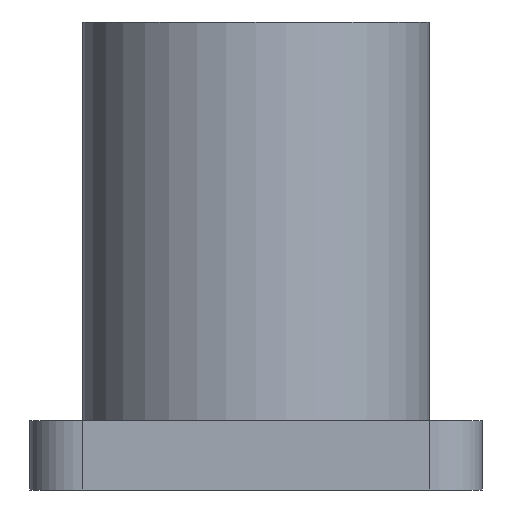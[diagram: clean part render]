
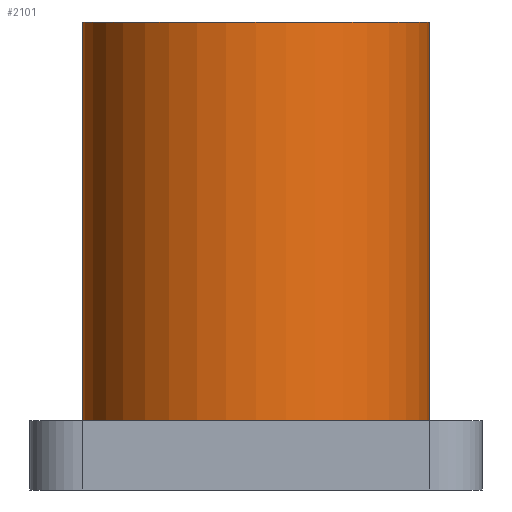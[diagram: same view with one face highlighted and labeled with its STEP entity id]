
A CAD part, front view. The second image highlights one B-rep face of the part: STEP entity #2101.
In plain terms, the highlighted cylindrical face has radius 15.875 mm (diameter 31.75 mm), a partial arc.
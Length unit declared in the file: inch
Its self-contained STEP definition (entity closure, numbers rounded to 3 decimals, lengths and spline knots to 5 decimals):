
#109 = DIRECTION ( 'NONE',  ( 0., 0., 1. ) ) ;
#141 = DIRECTION ( 'NONE',  ( 0., 0., 1. ) ) ;
#221 = CARTESIAN_POINT ( 'NONE',  ( 0., 0., 0.25 ) ) ;
#665 = CIRCLE ( 'NONE', #3398, 0.625 ) ;
#751 = DIRECTION ( 'NONE',  ( 0., 0., -1. ) ) ;
#823 = EDGE_LOOP ( 'NONE', ( #3718, #2916, #4974, #4950 ) ) ;
#1013 = CARTESIAN_POINT ( 'NONE',  ( -0.625, 0., 0.25 ) ) ;
#1091 = EDGE_CURVE ( 'NONE', #1543, #1701, #4250, .T. ) ;
#1361 = CARTESIAN_POINT ( 'NONE',  ( 0.625, 0., 1.687 ) ) ;
#1543 = VERTEX_POINT ( 'NONE', #1361 ) ;
#1559 = LINE ( 'NONE', #3352, #2998 ) ;
#1659 = DIRECTION ( 'NONE',  ( 1., 0., 0. ) ) ;
#1701 = VERTEX_POINT ( 'NONE', #3370 ) ;
#1914 = VERTEX_POINT ( 'NONE', #4925 ) ;
#2097 = CARTESIAN_POINT ( 'NONE',  ( 0., 0., 1.687 ) ) ;
#2101 = ADVANCED_FACE ( 'NONE', ( #4024 ), #2801, .T. ) ;
#2130 = VERTEX_POINT ( 'NONE', #1013 ) ;
#2307 = CARTESIAN_POINT ( 'NONE',  ( 0.625, 0., 0.8435 ) ) ;
#2430 = AXIS2_PLACEMENT_3D ( 'NONE', #2097, #751, #1659 ) ;
#2456 = CARTESIAN_POINT ( 'NONE',  ( 0., 0., 0.8435 ) ) ;
#2517 = EDGE_CURVE ( 'NONE', #2130, #1701, #1559, .T. ) ;
#2801 = CYLINDRICAL_SURFACE ( 'NONE', #5871, 0.625 ) ;
#2889 = EDGE_CURVE ( 'NONE', #1914, #1543, #4200, .T. ) ;
#2916 = ORIENTED_EDGE ( 'NONE', *, *, #3661, .T. ) ;
#2968 = DIRECTION ( 'NONE',  ( 0., 0., 1. ) ) ;
#2998 = VECTOR ( 'NONE', #109, 39.37008 ) ;
#3203 = VECTOR ( 'NONE', #4138, 39.37008 ) ;
#3340 = DIRECTION ( 'NONE',  ( 1., 0., 0. ) ) ;
#3352 = CARTESIAN_POINT ( 'NONE',  ( -0.625, 0., 0.8435 ) ) ;
#3370 = CARTESIAN_POINT ( 'NONE',  ( -0.625, 0., 1.687 ) ) ;
#3398 = AXIS2_PLACEMENT_3D ( 'NONE', #221, #2968, #3340 ) ;
#3661 = EDGE_CURVE ( 'NONE', #2130, #1914, #665, .T. ) ;
#3718 = ORIENTED_EDGE ( 'NONE', *, *, #2517, .F. ) ;
#4024 = FACE_OUTER_BOUND ( 'NONE', #823, .T. ) ;
#4138 = DIRECTION ( 'NONE',  ( 0., 0., 1. ) ) ;
#4200 = LINE ( 'NONE', #2307, #3203 ) ;
#4226 = DIRECTION ( 'NONE',  ( 1., 0., 0. ) ) ;
#4250 = CIRCLE ( 'NONE', #2430, 0.625 ) ;
#4925 = CARTESIAN_POINT ( 'NONE',  ( 0.625, 0., 0.25 ) ) ;
#4950 = ORIENTED_EDGE ( 'NONE', *, *, #1091, .T. ) ;
#4974 = ORIENTED_EDGE ( 'NONE', *, *, #2889, .T. ) ;
#5871 = AXIS2_PLACEMENT_3D ( 'NONE', #2456, #141, #4226 ) ;
